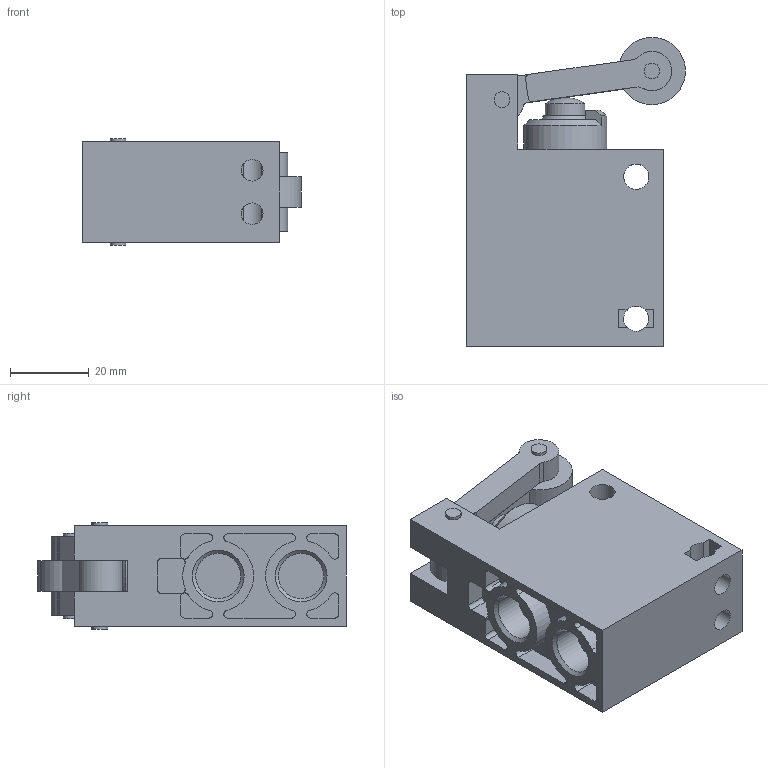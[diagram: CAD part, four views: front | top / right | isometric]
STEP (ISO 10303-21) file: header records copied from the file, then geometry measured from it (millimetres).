
FILE_DESCRIPTION(/* description */ ('STEP AP214'),/* implementation_level */ '2;1');
FILE_NAME(/* name */ '8991_RO-3-1_4-B',/* time_stamp */ '2024-09-14T22:22:29+02:00',/* author */ ('License CC BY-ND 4.0'),/* organization */ ('CADENAS'),/* preprocessor_version */ 'ST-DEVELOPER v19.3',/* originating_system */ 'PARTsolutions',/* authorisation */ ' ');
FILE_SCHEMA (('AUTOMOTIVE_DESIGN {1 0 10303 214 3 1 1}'));
Length unit declared in the file: millimetre
Products named in the file (1): 8991 RO-3-1/4-B---(0)
Bounding box: 55.5 x 78.3 x 27 mm (x, y, z)
Volume: 72213.2 mm3; surface area: 18826.8 mm2
Topology: 1 solids, 1 shells, 143 faces, 367 edges, 242 vertices
Faces by surface type: plane 76, cylinder 60, cone 6, sphere 1
Full cylindrical faces by diameter (mm): 4 x8, 5.5 x2, 6.4 x2, 10 x1, 11.445 x3, 17 x1, 21 x1
Entity records: 4262 total; most frequent: DIRECTION 755, CARTESIAN_POINT 741, ORIENTED_EDGE 672, EDGE_CURVE 336, AXIS2_PLACEMENT_3D 279, VERTEX_POINT 234, LINE 197, VECTOR 197
